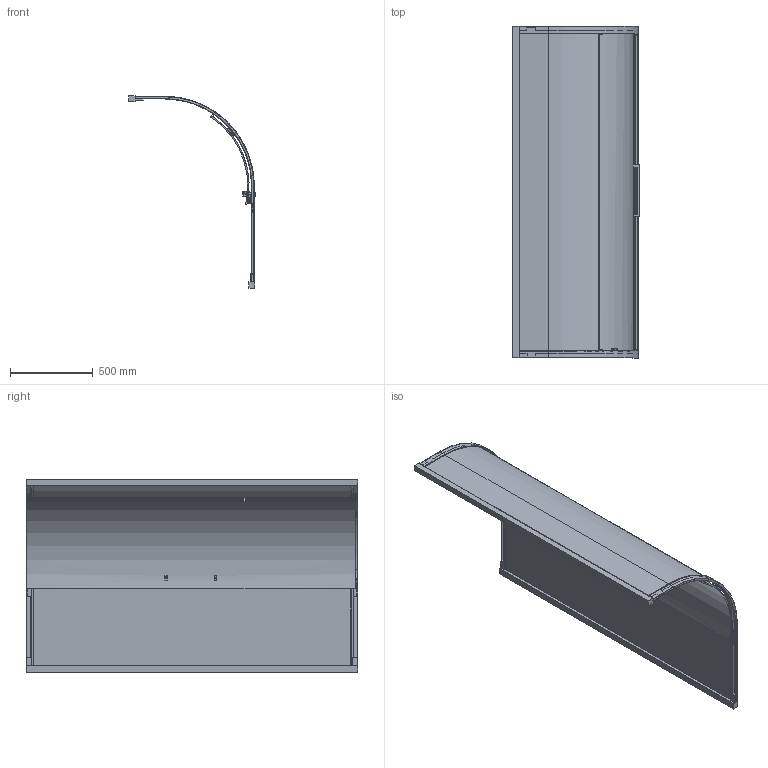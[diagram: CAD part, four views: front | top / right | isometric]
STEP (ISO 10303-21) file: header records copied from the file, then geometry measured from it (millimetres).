
FILE_DESCRIPTION (( 'STEP AP214' ), '1' );
FILE_NAME ('rbf8c_040_asm.STEP', '2020-04-21T11:53:28', ( '' ), ( '' ), 'SwSTEP 2.0', 'SolidWorks 2016', '' );
FILE_SCHEMA (( 'AUTOMOTIVE_DESIGN' ));
Length unit declared in the file: millimetre
Products named in the file (1): rbf8c_040_asm
Bounding box: 766.21 x 2002.7 x 1162.27 mm (x, y, z)
Volume: 31982172.5 mm3; surface area: 7775221.7 mm2
Topology: 3 solids, 5 shells, 1931 faces, 5145 edges, 3224 vertices
Faces by surface type: cylinder 846, plane 621, bspline 418, cone 34, torus 12
Full cylindrical faces by diameter (mm): 3.4 x4
Entity records: 92446 total; most frequent: CARTESIAN_POINT 48113, ORIENTED_EDGE 10214, DIRECTION 8100, EDGE_CURVE 5107, VERTEX_POINT 3224, AXIS2_PLACEMENT_3D 2939, VECTOR 2222, LINE 2222
